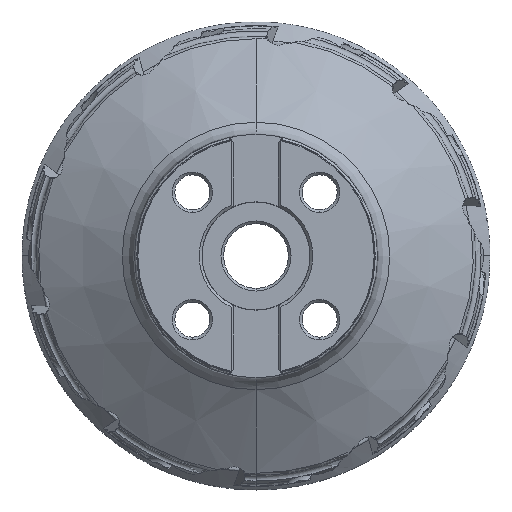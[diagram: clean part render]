
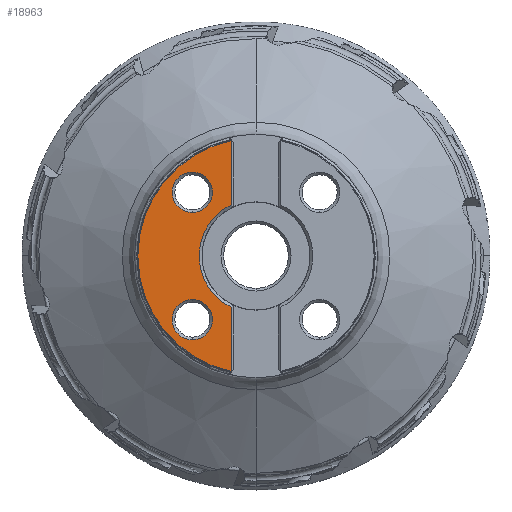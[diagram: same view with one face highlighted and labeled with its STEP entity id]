
A CAD part, left-side view. The second image highlights one B-rep face of the part: STEP entity #18963.
In plain terms, the highlighted planar face has unit normal (-1, 0, 0).
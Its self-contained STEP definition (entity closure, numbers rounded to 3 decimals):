
#105 = CARTESIAN_POINT ( 'NONE',  ( -61.95, 0., 0. ) ) ;
#121 = DIRECTION ( 'NONE',  ( 0., 0., 1. ) ) ;
#195 = CIRCLE ( 'NONE', #13737, 43.79 ) ;
#202 = CARTESIAN_POINT ( 'NONE',  ( -61.95, 23.582, -23.582 ) ) ;
#875 = EDGE_LOOP ( 'NONE', ( #10722, #6237, #12702, #6124 ) ) ;
#903 = CARTESIAN_POINT ( 'NONE',  ( -61.95, 9.2, 18.961 ) ) ;
#921 = CIRCLE ( 'NONE', #19341, 7.5 ) ;
#1058 = DIRECTION ( 'NONE',  ( 0., 0., -1. ) ) ;
#1520 = ORIENTED_EDGE ( 'NONE', *, *, #16407, .T. ) ;
#1678 = VECTOR ( 'NONE', #16224, 1000. ) ;
#2354 = ORIENTED_EDGE ( 'NONE', *, *, #13736, .T. ) ;
#2798 = CARTESIAN_POINT ( 'NONE',  ( -61.95, 23.582, -23.582 ) ) ;
#3153 = FACE_OUTER_BOUND ( 'NONE', #875, .T. ) ;
#3530 = CARTESIAN_POINT ( 'NONE',  ( -61.95, 23.582, 16.082 ) ) ;
#3710 = DIRECTION ( 'NONE',  ( 1., 0., 0. ) ) ;
#3877 = EDGE_CURVE ( 'NONE', #16177, #6953, #195, .T. ) ;
#4458 = VERTEX_POINT ( 'NONE', #8909 ) ;
#5059 = AXIS2_PLACEMENT_3D ( 'NONE', #13036, #12808, #12886 ) ;
#5760 = VERTEX_POINT ( 'NONE', #903 ) ;
#6124 = ORIENTED_EDGE ( 'NONE', *, *, #15228, .T. ) ;
#6237 = ORIENTED_EDGE ( 'NONE', *, *, #12555, .T. ) ;
#6499 = EDGE_CURVE ( 'NONE', #9803, #7718, #921, .T. ) ;
#6634 = CARTESIAN_POINT ( 'NONE',  ( -61.95, 9.2, -42.813 ) ) ;
#6754 = LINE ( 'NONE', #21436, #1678 ) ;
#6953 = VERTEX_POINT ( 'NONE', #16228 ) ;
#7522 = VECTOR ( 'NONE', #15782, 1000. ) ;
#7718 = VERTEX_POINT ( 'NONE', #13907 ) ;
#8142 = AXIS2_PLACEMENT_3D ( 'NONE', #202, #3710, #8801 ) ;
#8454 = EDGE_LOOP ( 'NONE', ( #2354, #9951 ) ) ;
#8801 = DIRECTION ( 'NONE',  ( 0., 0., 1. ) ) ;
#8909 = CARTESIAN_POINT ( 'NONE',  ( -61.95, 9.2, -18.961 ) ) ;
#9803 = VERTEX_POINT ( 'NONE', #3530 ) ;
#9835 = VERTEX_POINT ( 'NONE', #10476 ) ;
#9951 = ORIENTED_EDGE ( 'NONE', *, *, #6499, .T. ) ;
#10476 = CARTESIAN_POINT ( 'NONE',  ( -61.95, 23.582, -31.082 ) ) ;
#10722 = ORIENTED_EDGE ( 'NONE', *, *, #21521, .T. ) ;
#10854 = EDGE_LOOP ( 'NONE', ( #1520, #21529 ) ) ;
#11158 = CARTESIAN_POINT ( 'NONE',  ( -61.95, 0., 0. ) ) ;
#11306 = DIRECTION ( 'NONE',  ( 1., 0., 0. ) ) ;
#11794 = LINE ( 'NONE', #19199, #7522 ) ;
#12153 = PLANE ( 'NONE',  #16063 ) ;
#12555 = EDGE_CURVE ( 'NONE', #5760, #6953, #6754, .T. ) ;
#12702 = ORIENTED_EDGE ( 'NONE', *, *, #3877, .F. ) ;
#12808 = DIRECTION ( 'NONE',  ( 1., 0., 0. ) ) ;
#12886 = DIRECTION ( 'NONE',  ( 0., 0., 1. ) ) ;
#13036 = CARTESIAN_POINT ( 'NONE',  ( -61.95, 23.582, 23.582 ) ) ;
#13736 = EDGE_CURVE ( 'NONE', #7718, #9803, #16357, .T. ) ;
#13737 = AXIS2_PLACEMENT_3D ( 'NONE', #11158, #11306, #1058 ) ;
#13907 = CARTESIAN_POINT ( 'NONE',  ( -61.95, 23.582, 31.082 ) ) ;
#14630 = FACE_BOUND ( 'NONE', #10854, .T. ) ;
#14645 = EDGE_CURVE ( 'NONE', #9835, #19460, #20085, .T. ) ;
#14758 = DIRECTION ( 'NONE',  ( 1., 0., 0. ) ) ;
#15228 = EDGE_CURVE ( 'NONE', #16177, #4458, #11794, .T. ) ;
#15782 = DIRECTION ( 'NONE',  ( 0., 0., 1. ) ) ;
#16063 = AXIS2_PLACEMENT_3D ( 'NONE', #18945, #18874, #121 ) ;
#16177 = VERTEX_POINT ( 'NONE', #6634 ) ;
#16224 = DIRECTION ( 'NONE',  ( 0., 0., 1. ) ) ;
#16228 = CARTESIAN_POINT ( 'NONE',  ( -61.95, 9.2, 42.813 ) ) ;
#16357 = CIRCLE ( 'NONE', #5059, 7.5 ) ;
#16407 = EDGE_CURVE ( 'NONE', #19460, #9835, #18732, .T. ) ;
#16491 = DIRECTION ( 'NONE',  ( 0., 0., 1. ) ) ;
#16852 = DIRECTION ( 'NONE',  ( 0., 0., 1. ) ) ;
#17402 = CIRCLE ( 'NONE', #19976, 21.075 ) ;
#18732 = CIRCLE ( 'NONE', #8142, 7.5 ) ;
#18874 = DIRECTION ( 'NONE',  ( -1., 0., 0. ) ) ;
#18945 = CARTESIAN_POINT ( 'NONE',  ( -61.95, 43.79, 0. ) ) ;
#18963 = ADVANCED_FACE ( 'NONE', ( #21317, #14630, #3153 ), #12153, .T. ) ;
#19000 = DIRECTION ( 'NONE',  ( 0., 0., -1. ) ) ;
#19199 = CARTESIAN_POINT ( 'NONE',  ( -61.95, 9.2, 0. ) ) ;
#19341 = AXIS2_PLACEMENT_3D ( 'NONE', #20352, #20137, #16852 ) ;
#19460 = VERTEX_POINT ( 'NONE', #21116 ) ;
#19976 = AXIS2_PLACEMENT_3D ( 'NONE', #105, #20509, #19000 ) ;
#20085 = CIRCLE ( 'NONE', #20289, 7.5 ) ;
#20137 = DIRECTION ( 'NONE',  ( 1., 0., 0. ) ) ;
#20289 = AXIS2_PLACEMENT_3D ( 'NONE', #2798, #14758, #16491 ) ;
#20352 = CARTESIAN_POINT ( 'NONE',  ( -61.95, 23.582, 23.582 ) ) ;
#20509 = DIRECTION ( 'NONE',  ( 1., 0., 0. ) ) ;
#21116 = CARTESIAN_POINT ( 'NONE',  ( -61.95, 23.582, -16.082 ) ) ;
#21317 = FACE_BOUND ( 'NONE', #8454, .T. ) ;
#21436 = CARTESIAN_POINT ( 'NONE',  ( -61.95, 9.2, 0. ) ) ;
#21521 = EDGE_CURVE ( 'NONE', #4458, #5760, #17402, .T. ) ;
#21529 = ORIENTED_EDGE ( 'NONE', *, *, #14645, .T. ) ;
